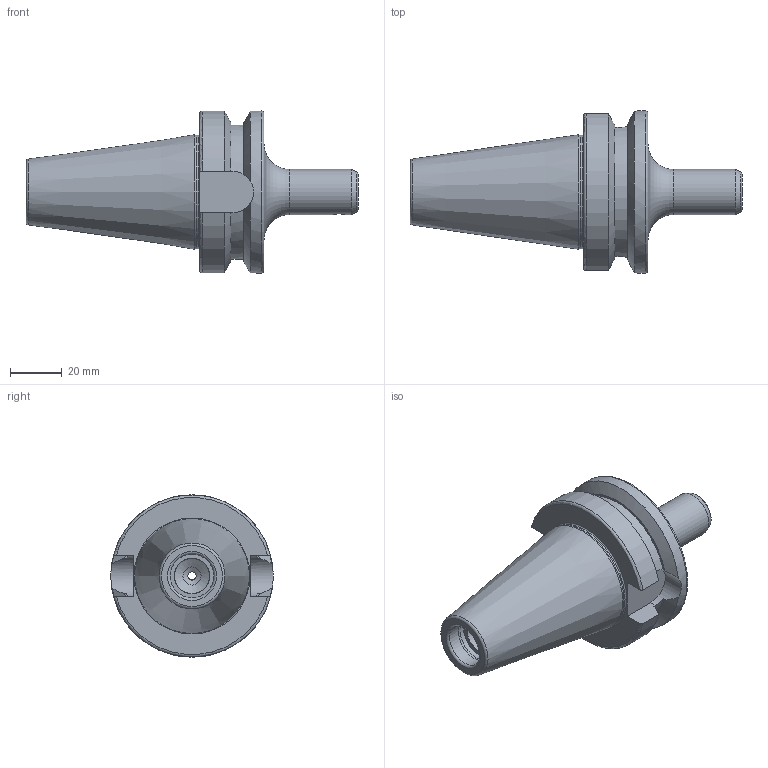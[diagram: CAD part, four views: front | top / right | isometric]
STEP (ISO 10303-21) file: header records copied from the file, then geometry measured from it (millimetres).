
FILE_DESCRIPTION(/* description */ (''),/* implementation_level */ '2;1');
FILE_NAME(/* name */ 'AH000B25.stp',/* time_stamp */ '2022-10-07T15:15:17+09:00',/* author */ ('eos'),/* organization */ (''),/* preprocessor_version */ 'ST-DEVELOPER v18.1',/* originating_system */ 'Autodesk Inventor 2022',/* authorisation */ '');
FILE_SCHEMA (('AUTOMOTIVE_DESIGN { 1 0 10303 214 3 1 1 }'));
Length unit declared in the file: millimetre
Products named in the file (1): BT40
Bounding box: 128.9 x 63 x 63 mm (x, y, z)
Volume: 130702.7 mm3; surface area: 24716.3 mm2
Topology: 1 solids, 1 shells, 53 faces, 132 edges, 84 vertices
Faces by surface type: cylinder 16, plane 15, cone 13, torus 8, bspline 1
Full cylindrical faces by diameter (mm): 3.175 x1, 3.302 x1, 7 x1, 13.5 x1, 13.835 x1, 17 x1, 17.526 x1, 17.6 x1, 44 x1, 63 x1
Entity records: 1904 total; most frequent: CARTESIAN_POINT 594, DIRECTION 270, ORIENTED_EDGE 264, EDGE_CURVE 132, AXIS2_PLACEMENT_3D 111, VERTEX_POINT 84, EDGE_LOOP 60, CIRCLE 58
